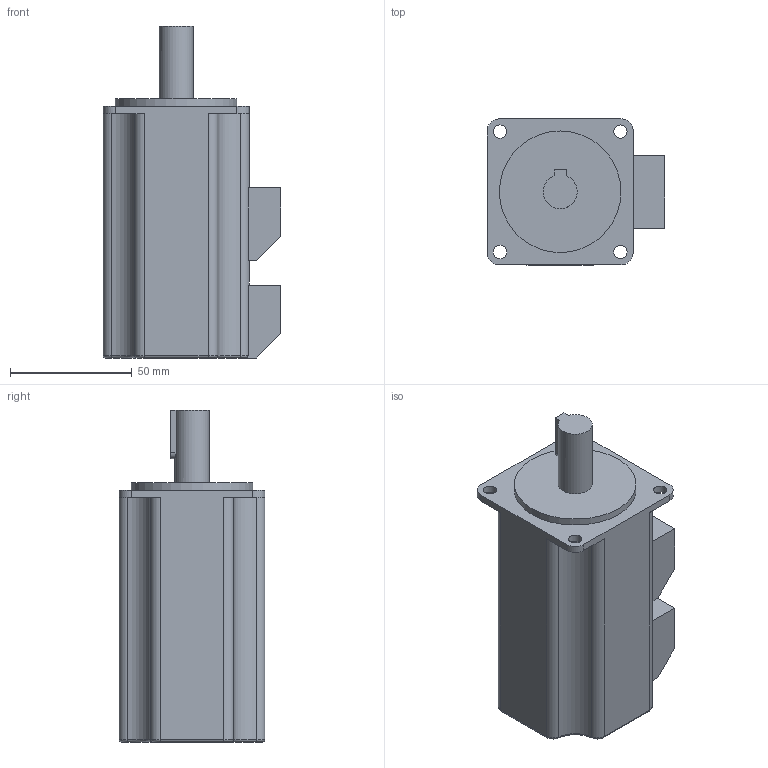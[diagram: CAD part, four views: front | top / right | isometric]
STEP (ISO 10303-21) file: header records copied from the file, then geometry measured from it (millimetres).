
FILE_DESCRIPTION(/* description */ (''),/* implementation_level */ '2;1');
FILE_NAME(/* name */ 'Granite Devices L060200 SPIN 60 mm 200W servo.step',/* time_stamp */ '2020-12-05T22:28:34+02:00',/* author */ (''),/* organization */ (''),/* preprocessor_version */ 'ST-DEVELOPER v18.1',/* originating_system */ 'Autodesk Translation Framework v9.3.0.1241',/* authorisation */ '');
FILE_SCHEMA (('AUTOMOTIVE_DESIGN { 1 0 10303 214 3 1 1 }'));
Length unit declared in the file: millimetre
Products named in the file (1): Tiger 60 mm 200W servo
Bounding box: 73 x 60 x 136.5 mm (x, y, z)
Volume: 343443.7 mm3; surface area: 33256.9 mm2
Topology: 1 solids, 1 shells, 65 faces, 170 edges, 109 vertices
Faces by surface type: plane 27, cylinder 26, torus 12
Full cylindrical faces by diameter (mm): 5.5 x4, 14 x1, 50 x1
Entity records: 2095 total; most frequent: CARTESIAN_POINT 381, DIRECTION 376, ORIENTED_EDGE 340, EDGE_CURVE 170, AXIS2_PLACEMENT_3D 144, VERTEX_POINT 109, LINE 88, VECTOR 88
